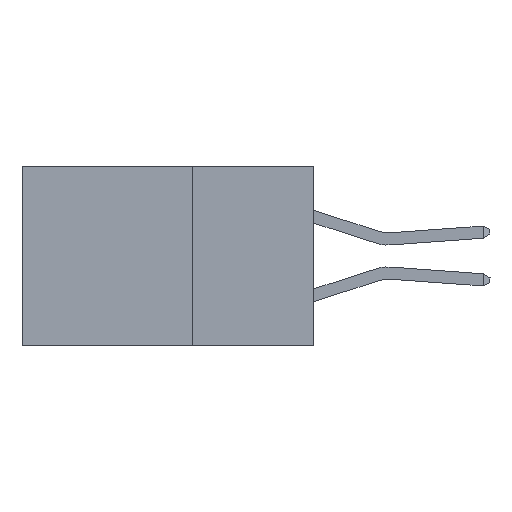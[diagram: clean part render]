
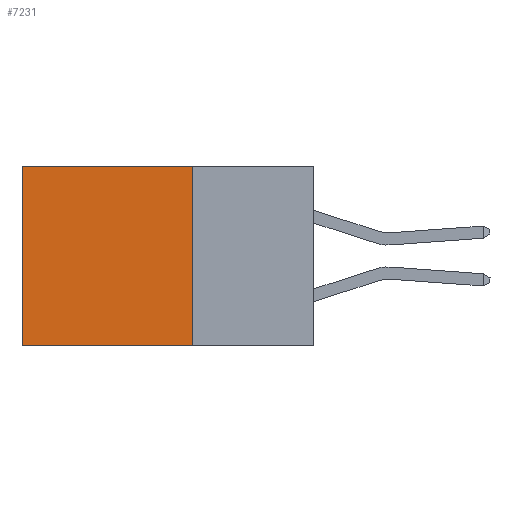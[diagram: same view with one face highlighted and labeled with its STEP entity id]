
A CAD part, left-side view. The second image highlights one B-rep face of the part: STEP entity #7231.
In plain terms, the highlighted planar face has unit normal (-1, 0, 0).
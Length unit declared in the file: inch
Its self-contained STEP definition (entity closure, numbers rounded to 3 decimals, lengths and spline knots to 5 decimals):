
#853 = EDGE_LOOP ( 'NONE', ( #4587, #4600, #5096, #5206 ) ) ;
#890 = VERTEX_POINT ( 'NONE', #8815 ) ;
#1057 = EDGE_CURVE ( 'NONE', #1559, #9458, #11013, .T. ) ;
#1295 = CARTESIAN_POINT ( 'NONE',  ( 0.2875, 0.6, -0.37 ) ) ;
#1559 = VERTEX_POINT ( 'NONE', #9672 ) ;
#1688 = VERTEX_POINT ( 'NONE', #1295 ) ;
#2174 = DIRECTION ( 'NONE',  ( 1., 0., 0. ) ) ;
#2926 = VECTOR ( 'NONE', #10330, 39.37008 ) ;
#2996 = CARTESIAN_POINT ( 'NONE',  ( 0.2875, 0.6, 0. ) ) ;
#3090 = CARTESIAN_POINT ( 'NONE',  ( 0.2875, 0.25, -0.37 ) ) ;
#3121 = DIRECTION ( 'NONE',  ( 0., 1., 0. ) ) ;
#4207 = EDGE_CURVE ( 'NONE', #9458, #1688, #9912, .T. ) ;
#4587 = ORIENTED_EDGE ( 'NONE', *, *, #5850, .T. ) ;
#4600 = ORIENTED_EDGE ( 'NONE', *, *, #4207, .F. ) ;
#5096 = ORIENTED_EDGE ( 'NONE', *, *, #1057, .F. ) ;
#5206 = ORIENTED_EDGE ( 'NONE', *, *, #12506, .T. ) ;
#5373 = PLANE ( 'NONE',  #13095 ) ;
#5850 = EDGE_CURVE ( 'NONE', #890, #1688, #11207, .T. ) ;
#6329 = CARTESIAN_POINT ( 'NONE',  ( 0.2875, 0.25, -0.37 ) ) ;
#6659 = VECTOR ( 'NONE', #13405, 39.37008 ) ;
#7167 = VECTOR ( 'NONE', #3121, 39.37008 ) ;
#7231 = ADVANCED_FACE ( 'NONE', ( #10319 ), #5373, .F. ) ;
#7448 = CARTESIAN_POINT ( 'NONE',  ( 0.2875, 0.25, 0. ) ) ;
#8343 = VECTOR ( 'NONE', #11257, 39.37008 ) ;
#8815 = CARTESIAN_POINT ( 'NONE',  ( 0.2875, 0.6, 0. ) ) ;
#9458 = VERTEX_POINT ( 'NONE', #3090 ) ;
#9603 = DIRECTION ( 'NONE',  ( 0., 0., -1. ) ) ;
#9672 = CARTESIAN_POINT ( 'NONE',  ( 0.2875, 0.25, 0. ) ) ;
#9912 = LINE ( 'NONE', #6329, #7167 ) ;
#10319 = FACE_OUTER_BOUND ( 'NONE', #853, .T. ) ;
#10330 = DIRECTION ( 'NONE',  ( 0., 0., -1. ) ) ;
#11013 = LINE ( 'NONE', #7448, #8343 ) ;
#11207 = LINE ( 'NONE', #2996, #2926 ) ;
#11257 = DIRECTION ( 'NONE',  ( 0., 0., -1. ) ) ;
#11493 = CARTESIAN_POINT ( 'NONE',  ( 0.2875, 0.25, 0. ) ) ;
#11967 = LINE ( 'NONE', #12510, #6659 ) ;
#12506 = EDGE_CURVE ( 'NONE', #1559, #890, #11967, .T. ) ;
#12510 = CARTESIAN_POINT ( 'NONE',  ( 0.2875, 0.25, 0. ) ) ;
#13095 = AXIS2_PLACEMENT_3D ( 'NONE', #11493, #2174, #9603 ) ;
#13405 = DIRECTION ( 'NONE',  ( 0., 1., 0. ) ) ;
